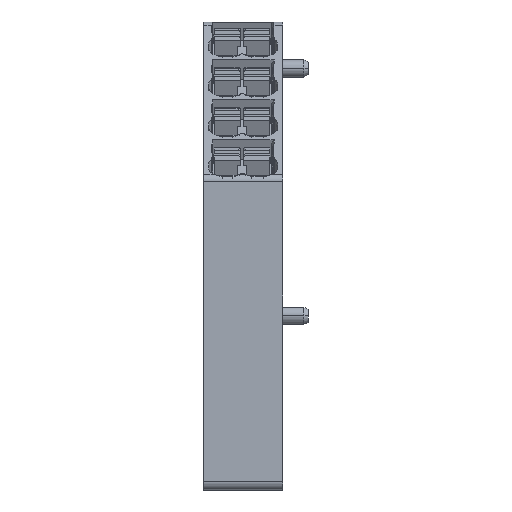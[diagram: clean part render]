
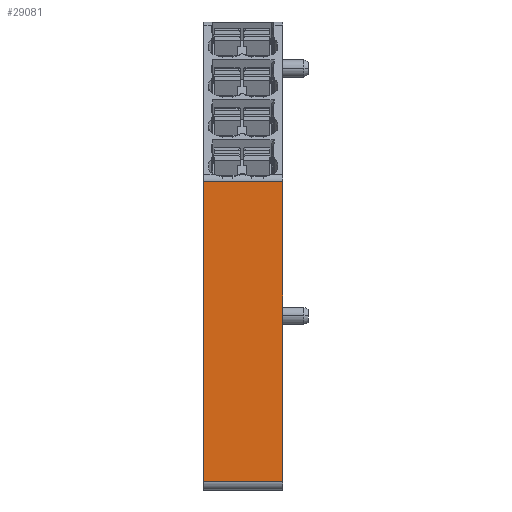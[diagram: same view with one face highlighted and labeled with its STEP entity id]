
A CAD part, front view. The second image highlights one B-rep face of the part: STEP entity #29081.
In plain terms, the highlighted planar face has unit normal (0, -1, 0).
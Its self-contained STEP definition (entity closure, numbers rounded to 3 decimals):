
#29054=AXIS2_PLACEMENT_3D('Plane Axis2P3D',#29051,#29052,#29053) ;
#29021=CARTESIAN_POINT('Vertex',(0.,0.,35.897)) ;
#29024=CARTESIAN_POINT('Line Origine',(4.6,0.,35.897)) ;
#29028=CARTESIAN_POINT('Vertex',(9.2,0.,35.897)) ;
#29051=CARTESIAN_POINT('Axis2P3D Location',(0.,0.,18.1)) ;
#29056=CARTESIAN_POINT('Line Origine',(0.,0.,18.449)) ;
#29060=CARTESIAN_POINT('Vertex',(0.,0.,1.)) ;
#29063=CARTESIAN_POINT('Line Origine',(4.6,0.,1.)) ;
#29067=CARTESIAN_POINT('Vertex',(9.2,0.,1.)) ;
#29070=CARTESIAN_POINT('Line Origine',(9.2,0.,18.449)) ;
#29025=DIRECTION('Vector Direction',(-1.,0.,0.)) ;
#29052=DIRECTION('Axis2P3D Direction',(0.,1.,0.)) ;
#29053=DIRECTION('Axis2P3D XDirection',(0.,0.,1.)) ;
#29057=DIRECTION('Vector Direction',(0.,0.,1.)) ;
#29064=DIRECTION('Vector Direction',(1.,0.,0.)) ;
#29071=DIRECTION('Vector Direction',(0.,0.,1.)) ;
#29026=VECTOR('Line Direction',#29025,1.) ;
#29058=VECTOR('Line Direction',#29057,1.) ;
#29065=VECTOR('Line Direction',#29064,1.) ;
#29072=VECTOR('Line Direction',#29071,1.) ;
#29076=ORIENTED_EDGE('',*,*,#29030,.F.) ;
#29077=ORIENTED_EDGE('',*,*,#29062,.F.) ;
#29078=ORIENTED_EDGE('',*,*,#29069,.T.) ;
#29079=ORIENTED_EDGE('',*,*,#29074,.T.) ;
#29081=ADVANCED_FACE('KLTR_PRV4-35X15',(#29080),#29055,.F.) ;
#29030=EDGE_CURVE('',#29022,#29029,#29027,.F.) ;
#29062=EDGE_CURVE('',#29061,#29022,#29059,.T.) ;
#29069=EDGE_CURVE('',#29061,#29068,#29066,.T.) ;
#29074=EDGE_CURVE('',#29068,#29029,#29073,.T.) ;
#29075=EDGE_LOOP('',(#29076,#29077,#29078,#29079)) ;
#29080=FACE_OUTER_BOUND('',#29075,.T.) ;
#29027=LINE('Line',#29024,#29026) ;
#29059=LINE('Line',#29056,#29058) ;
#29066=LINE('Line',#29063,#29065) ;
#29073=LINE('Line',#29070,#29072) ;
#29055=PLANE('',#29054) ;
#29022=VERTEX_POINT('',#29021) ;
#29029=VERTEX_POINT('',#29028) ;
#29061=VERTEX_POINT('',#29060) ;
#29068=VERTEX_POINT('',#29067) ;
